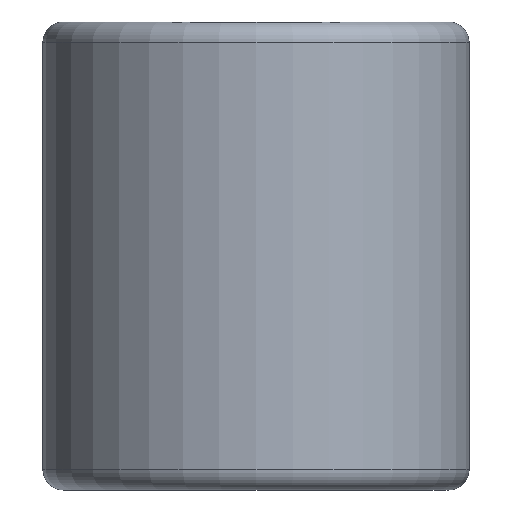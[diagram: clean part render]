
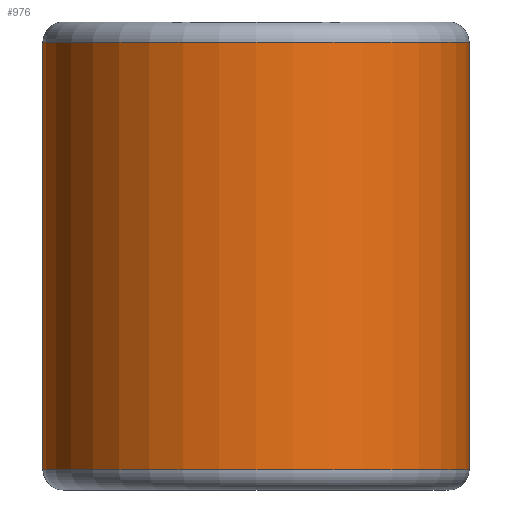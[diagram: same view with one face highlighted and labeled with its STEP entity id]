
A CAD part, front view. The second image highlights one B-rep face of the part: STEP entity #976.
In plain terms, the highlighted cylindrical face has radius 7.925 mm (diameter 15.85 mm), a partial arc.
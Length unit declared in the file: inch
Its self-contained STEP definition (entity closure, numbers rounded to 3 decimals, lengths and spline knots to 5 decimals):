
#17 = DIRECTION ( 'NONE',  ( 0., 0., 1. ) ) ;
#22 = DIRECTION ( 'NONE',  ( 0., 0., 1. ) ) ;
#93 = EDGE_LOOP ( 'NONE', ( #359, #2462, #1325, #792 ) ) ;
#205 = LINE ( 'NONE', #1508, #2304 ) ;
#215 = VERTEX_POINT ( 'NONE', #1992 ) ;
#271 = DIRECTION ( 'NONE',  ( 0., 0., -1. ) ) ;
#279 = VERTEX_POINT ( 'NONE', #1703 ) ;
#359 = ORIENTED_EDGE ( 'NONE', *, *, #2271, .T. ) ;
#388 = DIRECTION ( 'NONE',  ( 0., 0., 1. ) ) ;
#473 = VERTEX_POINT ( 'NONE', #2128 ) ;
#713 = DIRECTION ( 'NONE',  ( 0., 0., 1. ) ) ;
#731 = LINE ( 'NONE', #1902, #2272 ) ;
#792 = ORIENTED_EDGE ( 'NONE', *, *, #2570, .T. ) ;
#976 = ADVANCED_FACE ( 'NONE', ( #2107 ), #1358, .T. ) ;
#1005 = VERTEX_POINT ( 'NONE', #1068 ) ;
#1065 = EDGE_CURVE ( 'NONE', #215, #279, #1903, .T. ) ;
#1068 = CARTESIAN_POINT ( 'NONE',  ( 0.562, -1.031, -0.3125 ) ) ;
#1263 = CARTESIAN_POINT ( 'NONE',  ( 0.25, -1.031, 0. ) ) ;
#1265 = AXIS2_PLACEMENT_3D ( 'NONE', #1263, #17, #1465 ) ;
#1271 = CARTESIAN_POINT ( 'NONE',  ( 0.25, -1.031, -0.3125 ) ) ;
#1325 = ORIENTED_EDGE ( 'NONE', *, *, #1065, .F. ) ;
#1358 = CYLINDRICAL_SURFACE ( 'NONE', #1265, 0.312 ) ;
#1465 = DIRECTION ( 'NONE',  ( 1., 0., 0. ) ) ;
#1472 = DIRECTION ( 'NONE',  ( 1., 0., 0. ) ) ;
#1508 = CARTESIAN_POINT ( 'NONE',  ( -0.062, -1.031, 0.3125 ) ) ;
#1662 = AXIS2_PLACEMENT_3D ( 'NONE', #1927, #713, #2122 ) ;
#1703 = CARTESIAN_POINT ( 'NONE',  ( 0.562, -1.031, 0.3125 ) ) ;
#1902 = CARTESIAN_POINT ( 'NONE',  ( 0.562, -1.031, 0. ) ) ;
#1903 = CIRCLE ( 'NONE', #1662, 0.312 ) ;
#1927 = CARTESIAN_POINT ( 'NONE',  ( 0.25, -1.031, 0.3125 ) ) ;
#1965 = AXIS2_PLACEMENT_3D ( 'NONE', #1271, #22, #1472 ) ;
#1992 = CARTESIAN_POINT ( 'NONE',  ( -0.062, -1.031, 0.3125 ) ) ;
#2107 = FACE_OUTER_BOUND ( 'NONE', #93, .T. ) ;
#2122 = DIRECTION ( 'NONE',  ( 1., 0., 0. ) ) ;
#2128 = CARTESIAN_POINT ( 'NONE',  ( -0.062, -1.031, -0.3125 ) ) ;
#2271 = EDGE_CURVE ( 'NONE', #473, #1005, #2339, .T. ) ;
#2272 = VECTOR ( 'NONE', #388, 39.37008 ) ;
#2304 = VECTOR ( 'NONE', #271, 39.37008 ) ;
#2339 = CIRCLE ( 'NONE', #1965, 0.312 ) ;
#2350 = EDGE_CURVE ( 'NONE', #1005, #279, #731, .T. ) ;
#2462 = ORIENTED_EDGE ( 'NONE', *, *, #2350, .T. ) ;
#2570 = EDGE_CURVE ( 'NONE', #215, #473, #205, .T. ) ;
